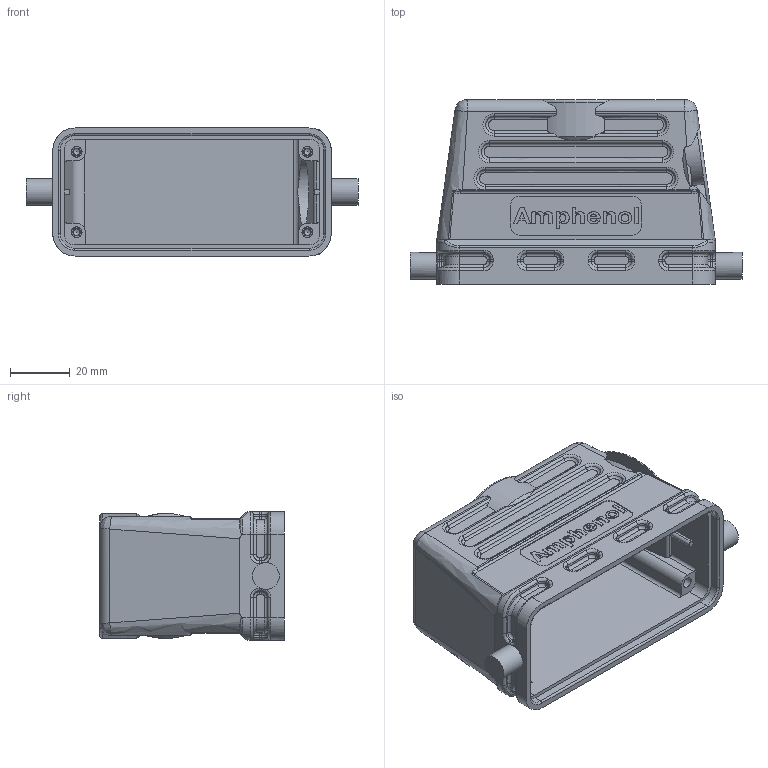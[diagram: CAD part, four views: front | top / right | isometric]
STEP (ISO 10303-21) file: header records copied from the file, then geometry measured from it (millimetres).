
FILE_DESCRIPTION(/* description */ (''),/* implementation_level */ '2;1');
FILE_NAME(/* name */ 'c146 21r016 556 1.stp',/* time_stamp */ '2019-01-03T12:57:24+01:00',/* author */ (''),/* organization */ (''),/* preprocessor_version */ 'ST-DEVELOPER v16',/* originating_system */ 'SIEMENS PLM Software NX 11.0',/* authorisation */ '');
FILE_SCHEMA (('AUTOMOTIVE_DESIGN { 1 0 10303 214 3 1 1 1 }'));
Length unit declared in the file: millimetre
Products named in the file (1): c146 21r016 556 1nxm001-04
Bounding box: 111.5 x 62 x 43 mm (x, y, z)
Volume: 52610.3 mm3; surface area: 36872.5 mm2
Topology: 1 solids, 1 shells, 660 faces, 1644 edges, 1002 vertices
Faces by surface type: plane 192, bspline 188, cylinder 178, extrusion 66, cone 36
Full cylindrical faces by diameter (mm): 2.5 x4, 9 x2, 23.539 x1
Entity records: 28184 total; most frequent: CARTESIAN_POINT 9481, ORIENTED_EDGE 3186, DIRECTION 2639, EDGE_CURVE 1593, VERTEX_POINT 989, AXIS2_PLACEMENT_3D 933, VECTOR 773, EDGE_LOOP 712
